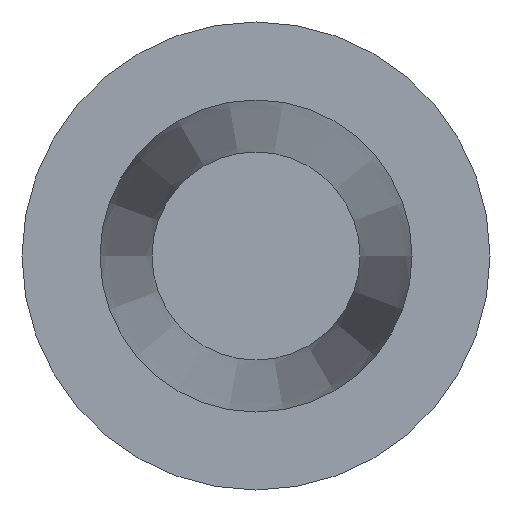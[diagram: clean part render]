
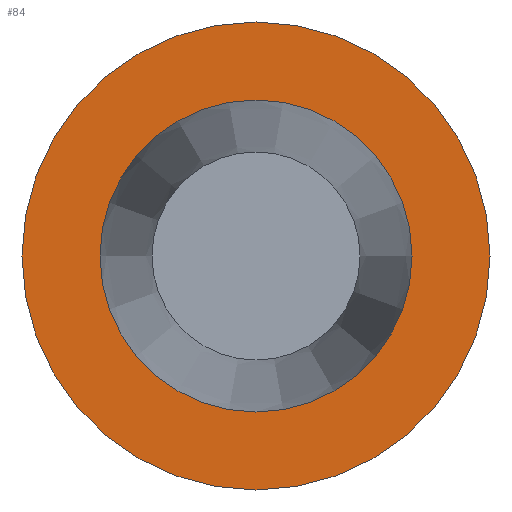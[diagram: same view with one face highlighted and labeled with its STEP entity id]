
A CAD part, front view. The second image highlights one B-rep face of the part: STEP entity #84.
In plain terms, the highlighted planar face has unit normal (0, -1, 0).
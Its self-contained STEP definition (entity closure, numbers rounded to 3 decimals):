
#15=FACE_BOUND('',#29,.T.);
#16=PLANE('',#116);
#22=FACE_OUTER_BOUND('',#28,.T.);
#28=EDGE_LOOP('',(#71));
#29=EDGE_LOOP('',(#72));
#42=CIRCLE('',#115,9.);
#43=CIRCLE('',#117,6.);
#48=VERTEX_POINT('',#160);
#49=VERTEX_POINT('',#164);
#55=EDGE_CURVE('',#48,#48,#42,.T.);
#57=EDGE_CURVE('',#49,#49,#43,.T.);
#71=ORIENTED_EDGE('',*,*,#55,.T.);
#72=ORIENTED_EDGE('',*,*,#57,.F.);
#84=ADVANCED_FACE('',(#22,#15),#16,.T.);
#115=AXIS2_PLACEMENT_3D('',#161,#135,#136);
#116=AXIS2_PLACEMENT_3D('',#163,#138,#139);
#117=AXIS2_PLACEMENT_3D('',#165,#140,#141);
#135=DIRECTION('center_axis',(0.,-1.,0.));
#136=DIRECTION('ref_axis',(1.,0.,0.));
#138=DIRECTION('center_axis',(0.,-1.,0.));
#139=DIRECTION('ref_axis',(0.,0.,-1.));
#140=DIRECTION('center_axis',(0.,-1.,0.));
#141=DIRECTION('ref_axis',(1.,0.,0.));
#160=CARTESIAN_POINT('',(-9.,0.,0.));
#161=CARTESIAN_POINT('Origin',(0.,0.,0.));
#163=CARTESIAN_POINT('Origin',(6.,0.,0.));
#164=CARTESIAN_POINT('',(-6.,0.,0.));
#165=CARTESIAN_POINT('Origin',(0.,0.,0.));
